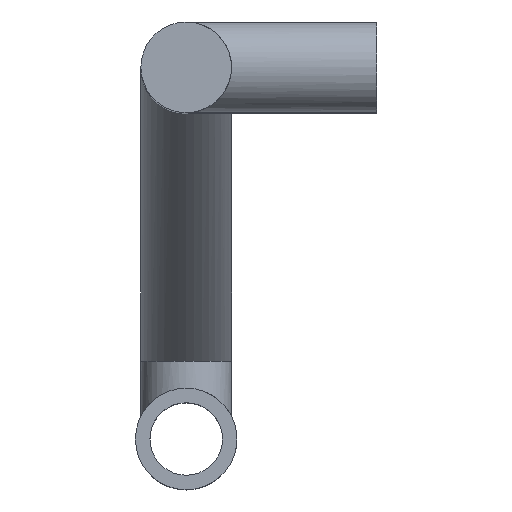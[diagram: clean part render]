
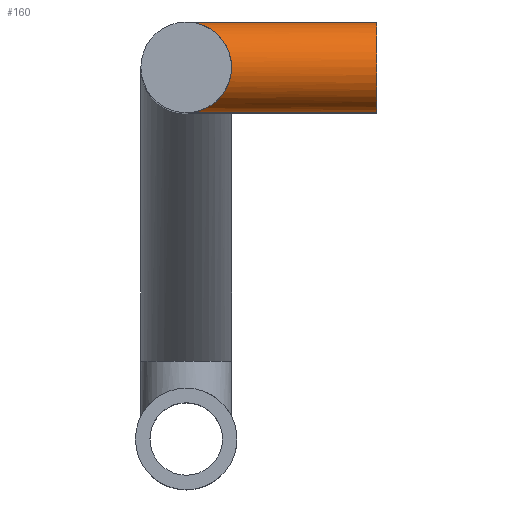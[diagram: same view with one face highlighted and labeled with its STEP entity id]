
A CAD part, top view. The second image highlights one B-rep face of the part: STEP entity #160.
In plain terms, the highlighted cylindrical face has radius 25 mm (diameter 50 mm), a full revolution.
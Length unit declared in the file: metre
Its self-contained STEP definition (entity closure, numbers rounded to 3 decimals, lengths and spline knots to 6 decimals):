
#16=ELLIPSE('',#182,0.035355,0.025);
#17=ELLIPSE('',#183,0.035355,0.025);
#22=CYLINDRICAL_SURFACE('',#197,0.025);
#48=ORIENTED_EDGE('',*,*,#59,.T.);
#49=ORIENTED_EDGE('',*,*,#60,.T.);
#50=ORIENTED_EDGE('',*,*,#70,.F.);
#59=EDGE_CURVE('',#75,#76,#16,.F.);
#60=EDGE_CURVE('',#76,#75,#17,.F.);
#70=EDGE_CURVE('',#86,#86,#97,.T.);
#75=VERTEX_POINT('',#267);
#76=VERTEX_POINT('',#268);
#86=VERTEX_POINT('',#471);
#97=CIRCLE('',#198,0.025);
#117=EDGE_LOOP('',(#48,#49));
#118=EDGE_LOOP('',(#50));
#141=FACE_BOUND('',#117,.T.);
#142=FACE_BOUND('',#118,.T.);
#160=ADVANCED_FACE('',(#141,#142),#22,.T.);
#182=AXIS2_PLACEMENT_3D('',#266,#215,#216);
#183=AXIS2_PLACEMENT_3D('',#269,#217,#218);
#197=AXIS2_PLACEMENT_3D('',#469,#245,#246);
#198=AXIS2_PLACEMENT_3D('',#470,#247,#248);
#215=DIRECTION('',(-0.707,0.,0.707));
#216=DIRECTION('',(-0.707,0.,-0.707));
#217=DIRECTION('',(-0.707,0.,-0.707));
#218=DIRECTION('',(-0.707,0.,0.707));
#245=DIRECTION('',(-1.,0.,0.));
#246=DIRECTION('',(0.,0.,1.));
#247=DIRECTION('',(1.,0.,0.));
#248=DIRECTION('',(0.,0.,-1.));
#266=CARTESIAN_POINT('',(0.,0.,0.15));
#267=CARTESIAN_POINT('',(0.,0.025,0.15));
#268=CARTESIAN_POINT('',(0.,-0.025,0.15));
#269=CARTESIAN_POINT('',(0.,0.,0.15));
#469=CARTESIAN_POINT('',(0.105,0.,0.15));
#470=CARTESIAN_POINT('',(0.105,0.,0.15));
#471=CARTESIAN_POINT('',(0.105,0.,0.125));
